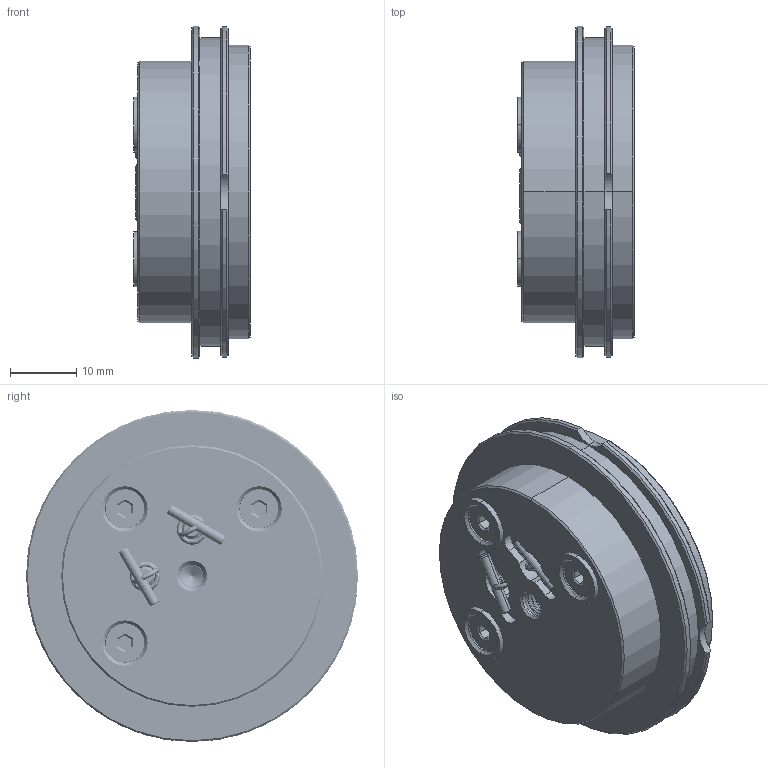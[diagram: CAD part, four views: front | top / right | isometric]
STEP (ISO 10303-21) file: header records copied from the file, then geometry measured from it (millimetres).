
FILE_DESCRIPTION((''),'2;1');
FILE_NAME('LB30C_ASM','2021-04-25T',('Administrator'),(''),'CREO PARAMETRIC BY PTC INC, 2015290','CREO PARAMETRIC BY PTC INC, 2015290','');
FILE_SCHEMA(('CONFIG_CONTROL_DESIGN'));
Products named in the file (10): LB30C_A1; AXLE_1_5X9_5; M3X4_5_FM; SPRING_4_5X12X0_8; LB30C_A2; LB30C_A3; AXLE_1_5X6; SPACER_6X1; LB30C_A4; LB30C_ASM
Assembly tree (17 placements, depth 2):
  LB30C_ASM
    LB30C_A1
    AXLE_1_5X9_5  x2
    M3X4_5_FM  x2
    SPRING_4_5X12X0_8  x2
    LB30C_A2
    LB30C_A3  x3
    AXLE_1_5X6  x2
    SPACER_6X1
    LB30C_A4  x3
Bounding box: 17.65 x 50.29 x 50.29 mm (x, y, z)
Volume: 21411.1 mm3; surface area: 16101.5 mm2
Topology: 17 solids, 17 shells, 1179 faces, 3194 edges, 2038 vertices
Faces by surface type: cylinder 597, bspline 306, plane 144, cone 126, extrusion 4, torus 2
Entity records: 68401 total; most frequent: CARTESIAN_POINT 52741, ORIENTED_EDGE 3714, DIRECTION 2402, EDGE_CURVE 1857, VERTEX_POINT 1189, AXIS2_PLACEMENT_3D 846, B_SPLINE_CURVE_WITH_KNOTS 812, EDGE_LOOP 748
